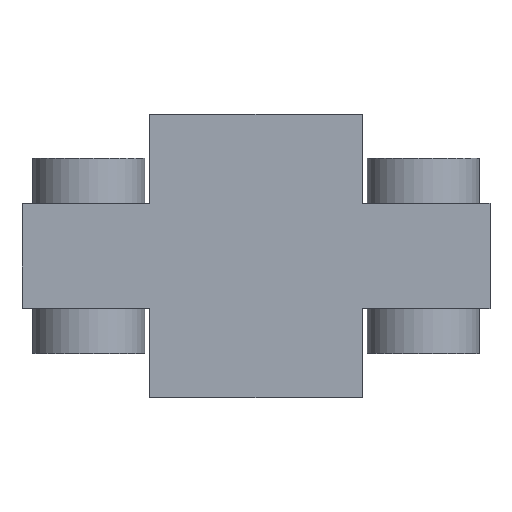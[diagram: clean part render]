
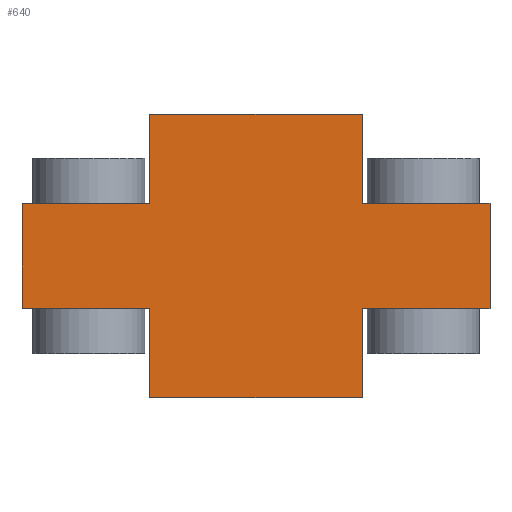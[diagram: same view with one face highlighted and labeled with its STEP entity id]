
A CAD part, top view. The second image highlights one B-rep face of the part: STEP entity #640.
In plain terms, the highlighted planar face has unit normal (0, 0, 1).
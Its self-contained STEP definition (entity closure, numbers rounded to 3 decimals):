
#36=PLANE('',#710);
#72=FACE_OUTER_BOUND('',#112,.T.);
#112=EDGE_LOOP('',(#531,#532,#533,#534,#535,#536,#537,#538,#539,#540,#541,
#542));
#144=LINE('',#965,#220);
#146=LINE('',#969,#222);
#148=LINE('',#973,#224);
#150=LINE('',#977,#226);
#152=LINE('',#981,#228);
#154=LINE('',#985,#230);
#156=LINE('',#989,#232);
#158=LINE('',#993,#234);
#160=LINE('',#997,#236);
#162=LINE('',#1001,#238);
#164=LINE('',#1005,#240);
#166=LINE('',#1008,#242);
#220=VECTOR('',#788,10.);
#222=VECTOR('',#792,10.);
#224=VECTOR('',#796,10.);
#226=VECTOR('',#800,10.);
#228=VECTOR('',#804,10.);
#230=VECTOR('',#808,10.);
#232=VECTOR('',#812,10.);
#234=VECTOR('',#816,10.);
#236=VECTOR('',#820,10.);
#238=VECTOR('',#824,10.);
#240=VECTOR('',#828,10.);
#242=VECTOR('',#832,10.);
#315=VERTEX_POINT('',#962);
#316=VERTEX_POINT('',#964);
#317=VERTEX_POINT('',#968);
#318=VERTEX_POINT('',#972);
#319=VERTEX_POINT('',#976);
#320=VERTEX_POINT('',#980);
#321=VERTEX_POINT('',#984);
#322=VERTEX_POINT('',#988);
#323=VERTEX_POINT('',#992);
#324=VERTEX_POINT('',#996);
#325=VERTEX_POINT('',#1000);
#326=VERTEX_POINT('',#1004);
#380=EDGE_CURVE('',#316,#315,#144,.T.);
#382=EDGE_CURVE('',#317,#316,#146,.T.);
#384=EDGE_CURVE('',#318,#317,#148,.T.);
#386=EDGE_CURVE('',#319,#318,#150,.T.);
#388=EDGE_CURVE('',#320,#319,#152,.T.);
#390=EDGE_CURVE('',#321,#320,#154,.T.);
#392=EDGE_CURVE('',#322,#321,#156,.T.);
#394=EDGE_CURVE('',#323,#322,#158,.T.);
#396=EDGE_CURVE('',#324,#323,#160,.T.);
#398=EDGE_CURVE('',#325,#324,#162,.T.);
#400=EDGE_CURVE('',#326,#325,#164,.T.);
#402=EDGE_CURVE('',#315,#326,#166,.T.);
#531=ORIENTED_EDGE('',*,*,#402,.T.);
#532=ORIENTED_EDGE('',*,*,#400,.T.);
#533=ORIENTED_EDGE('',*,*,#398,.T.);
#534=ORIENTED_EDGE('',*,*,#396,.T.);
#535=ORIENTED_EDGE('',*,*,#394,.T.);
#536=ORIENTED_EDGE('',*,*,#392,.T.);
#537=ORIENTED_EDGE('',*,*,#390,.T.);
#538=ORIENTED_EDGE('',*,*,#388,.T.);
#539=ORIENTED_EDGE('',*,*,#386,.T.);
#540=ORIENTED_EDGE('',*,*,#384,.T.);
#541=ORIENTED_EDGE('',*,*,#382,.T.);
#542=ORIENTED_EDGE('',*,*,#380,.T.);
#640=ADVANCED_FACE('',(#72),#36,.T.);
#710=AXIS2_PLACEMENT_3D('',#1009,#833,#834);
#788=DIRECTION('',(-1.,0.,0.));
#792=DIRECTION('',(0.,1.,0.));
#796=DIRECTION('',(-1.,0.,0.));
#800=DIRECTION('',(0.,1.,0.));
#804=DIRECTION('',(1.,0.,0.));
#808=DIRECTION('',(0.,1.,0.));
#812=DIRECTION('',(1.,0.,0.));
#816=DIRECTION('',(0.,-1.,0.));
#820=DIRECTION('',(1.,0.,0.));
#824=DIRECTION('',(0.,-1.,0.));
#828=DIRECTION('',(-1.,0.,0.));
#832=DIRECTION('',(0.,-1.,0.));
#833=DIRECTION('center_axis',(0.,0.,1.));
#834=DIRECTION('ref_axis',(1.,0.,0.));
#962=CARTESIAN_POINT('',(-75.,100.,40.));
#964=CARTESIAN_POINT('',(75.,100.,40.));
#965=CARTESIAN_POINT('',(75.,100.,40.));
#968=CARTESIAN_POINT('',(75.,37.,40.));
#969=CARTESIAN_POINT('',(75.,-100.,40.));
#972=CARTESIAN_POINT('',(165.,37.,40.));
#973=CARTESIAN_POINT('',(165.,37.,40.));
#976=CARTESIAN_POINT('',(165.,-37.,40.));
#977=CARTESIAN_POINT('',(165.,-37.,40.));
#980=CARTESIAN_POINT('',(75.,-37.,40.));
#981=CARTESIAN_POINT('',(-165.,-37.,40.));
#984=CARTESIAN_POINT('',(75.,-100.,40.));
#985=CARTESIAN_POINT('',(75.,-100.,40.));
#988=CARTESIAN_POINT('',(-75.,-100.,40.));
#989=CARTESIAN_POINT('',(-75.,-100.,40.));
#992=CARTESIAN_POINT('',(-75.,-37.,40.));
#993=CARTESIAN_POINT('',(-75.,100.,40.));
#996=CARTESIAN_POINT('',(-165.,-37.,40.));
#997=CARTESIAN_POINT('',(-165.,-37.,40.));
#1000=CARTESIAN_POINT('',(-165.,37.,40.));
#1001=CARTESIAN_POINT('',(-165.,37.,40.));
#1004=CARTESIAN_POINT('',(-75.,37.,40.));
#1005=CARTESIAN_POINT('',(165.,37.,40.));
#1008=CARTESIAN_POINT('',(-75.,100.,40.));
#1009=CARTESIAN_POINT('Origin',(0.,0.,
40.));
